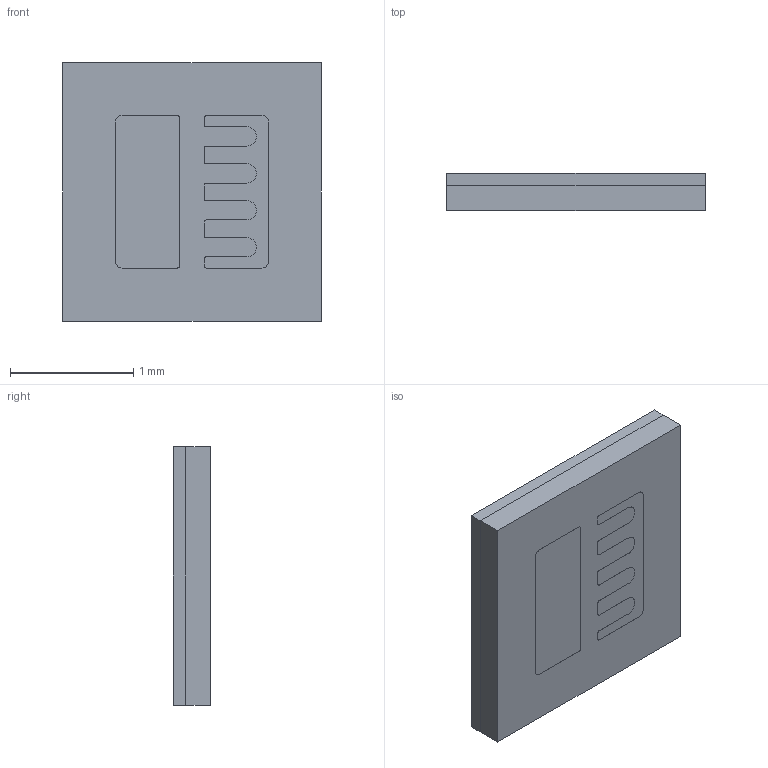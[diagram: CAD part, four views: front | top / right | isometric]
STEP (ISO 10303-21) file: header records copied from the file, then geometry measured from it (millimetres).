
FILE_DESCRIPTION (( 'STEP AP203' ), '1' );
FILE_NAME ('E21AV1-0.30mm.STEP', '2022-01-21T06:49:53', ( '' ), ( '' ), 'SwSTEP 2.0', 'SolidWorks 2016', '' );
FILE_SCHEMA (( 'CONFIG_CONTROL_DESIGN' ));
Length unit declared in the file: millimetre
Products named in the file (3): E21 Part3; E21AV1-0.30mm; E21 Part1
Assembly tree (2 placements, depth 2):
  E21AV1-0.30mm
    E21 Part1
    E21 Part3
Bounding box: 2.1 x 0.3 x 2.1 mm (x, y, z)
Volume: 1.3 mm3; surface area: 20.2 mm2
Topology: 2 solids, 2 shells, 58 faces, 156 edges, 104 vertices
Faces by surface type: plane 34, cylinder 24
Entity records: 2133 total; most frequent: DIRECTION 330, CARTESIAN_POINT 323, ORIENTED_EDGE 312, EDGE_CURVE 156, AXIS2_PLACEMENT_3D 111, VECTOR 108, LINE 108, VERTEX_POINT 104
